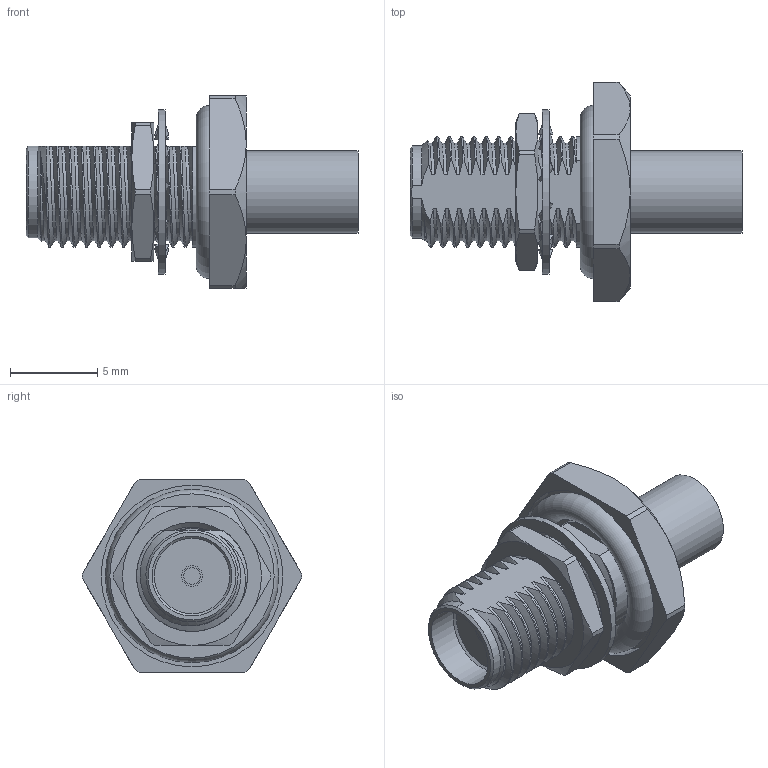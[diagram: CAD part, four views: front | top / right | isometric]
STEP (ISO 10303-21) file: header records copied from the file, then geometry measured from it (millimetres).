
FILE_DESCRIPTION (( 'STEP AP203' ), '1' );
FILE_NAME ('PE45554.step', '2020-03-09T15:41:28', ( '' ), ( '' ), 'SwSTEP 2.0', 'SolidWorks 2018', '' );
FILE_SCHEMA (( 'CONFIG_CONTROL_DESIGN' ));
Length unit declared in the file: inch
Products named in the file (1): PE45554
Bounding box: 19 x 12.53 x 11 mm (x, y, z)
Volume: 557.5 mm3; surface area: 1125.9 mm2
Topology: 4 solids, 4 shells, 191 faces, 554 edges, 376 vertices
Faces by surface type: bspline 82, cylinder 44, plane 40, cone 24, torus 1
Full cylindrical faces by diameter (mm): 0.94 x1, 1.194 x1, 3.7 x1, 4.572 x1, 4.699 x1, 6.35 x1, 9.398 x1, 10.396 x1
Entity records: 20889 total; most frequent: CARTESIAN_POINT 16727, ORIENTED_EDGE 1076, DIRECTION 542, EDGE_CURVE 538, VERTEX_POINT 372, B_SPLINE_CURVE_WITH_KNOTS 249, AXIS2_PLACEMENT_3D 221, EDGE_LOOP 212
